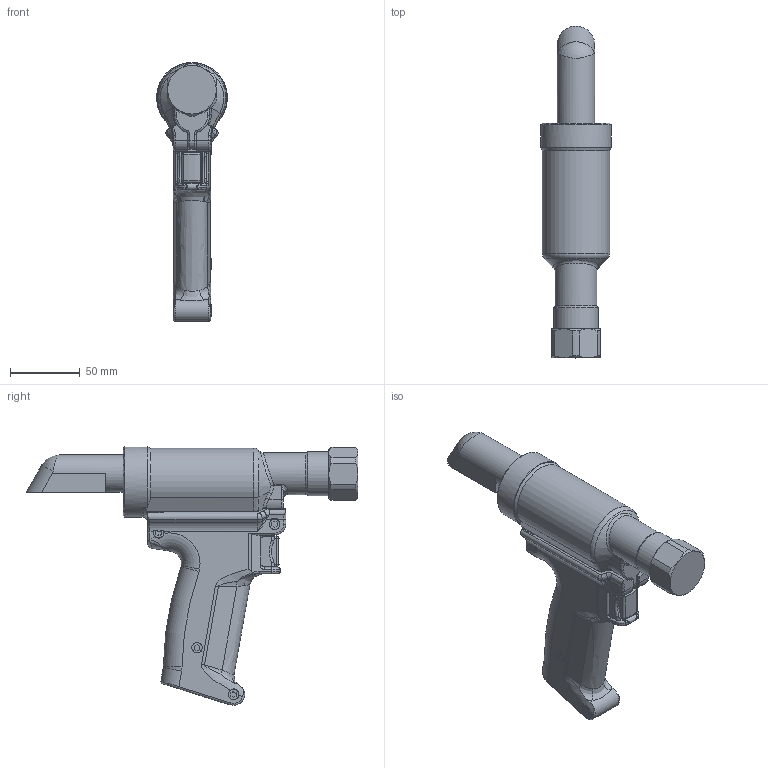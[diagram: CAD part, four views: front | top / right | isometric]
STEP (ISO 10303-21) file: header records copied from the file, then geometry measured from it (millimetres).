
FILE_DESCRIPTION(/* description */ (''),/* implementation_level */ '2;1');
FILE_NAME(/* name */ '2583_CLR.stp',/* time_stamp */ '2014-08-25T11:50:12-04:00',/* author */ (''),/* organization */ (''),/* preprocessor_version */ 'ST-DEVELOPER v15',/* originating_system */ 'SIEMENS PLM Software NX 9.0',/* authorisation */ '');
FILE_SCHEMA (('CONFIG_CONTROL_DESIGN'));
Length unit declared in the file: inch
Products named in the file (1): 2583_CLR
Bounding box: 50.8 x 238.62 x 186.15 mm (x, y, z)
Volume: 420718.3 mm3; surface area: 90101.5 mm2
Topology: 3 solids, 3 shells, 873 faces, 2309 edges, 1427 vertices
Faces by surface type: plane 316, cylinder 278, bspline 123, torus 82, cone 47, sphere 11, extrusion 10, revolution 6
Full cylindrical faces by diameter (mm): 1.524 x7, 3.825 x1, 3.835 x2, 4.064 x1, 4.826 x5, 7.925 x1, 9.525 x4, 12.586 x1, 15.875 x1, 26.924 x1, 30.15 x1, 31.636 x1, 44.347 x1, 50.8 x1
Entity records: 30593 total; most frequent: CARTESIAN_POINT 10033, ORIENTED_EDGE 4442, DIRECTION 4093, EDGE_CURVE 2221, AXIS2_PLACEMENT_3D 1582, VERTEX_POINT 1411, EDGE_LOOP 964, VECTOR 923
